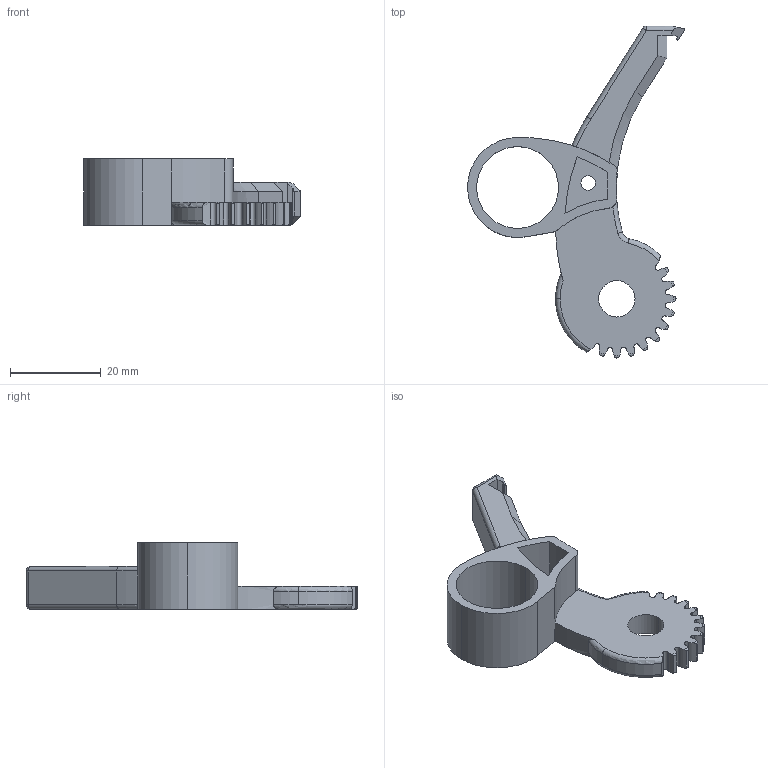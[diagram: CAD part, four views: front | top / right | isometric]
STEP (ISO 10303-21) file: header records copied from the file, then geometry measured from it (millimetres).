
FILE_DESCRIPTION (( 'STEP AP214' ), '1' );
FILE_NAME ('CRANE-X7_Hand_FiveFingersD2_claw.STEP', '2024-04-20T07:18:54', ( '' ), ( '' ), 'SwSTEP 2.0', 'SolidWorks 2024', '' );
FILE_SCHEMA (( 'AUTOMOTIVE_DESIGN' ));
Length unit declared in the file: millimetre
Products named in the file (1): CRANE-X7_Hand_FiveFingersD2_claw
Bounding box: 47.71 x 73 x 14.6 mm (x, y, z)
Volume: 8721.1 mm3; surface area: 5892 mm2
Topology: 1 solids, 1 shells, 140 faces, 392 edges, 254 vertices
Faces by surface type: cylinder 62, torus 30, bspline 22, plane 21, cone 3, sphere 2
Entity records: 6015 total; most frequent: CARTESIAN_POINT 2555, ORIENTED_EDGE 780, DIRECTION 662, EDGE_CURVE 390, AXIS2_PLACEMENT_3D 267, VERTEX_POINT 254, CIRCLE 148, EDGE_LOOP 148
